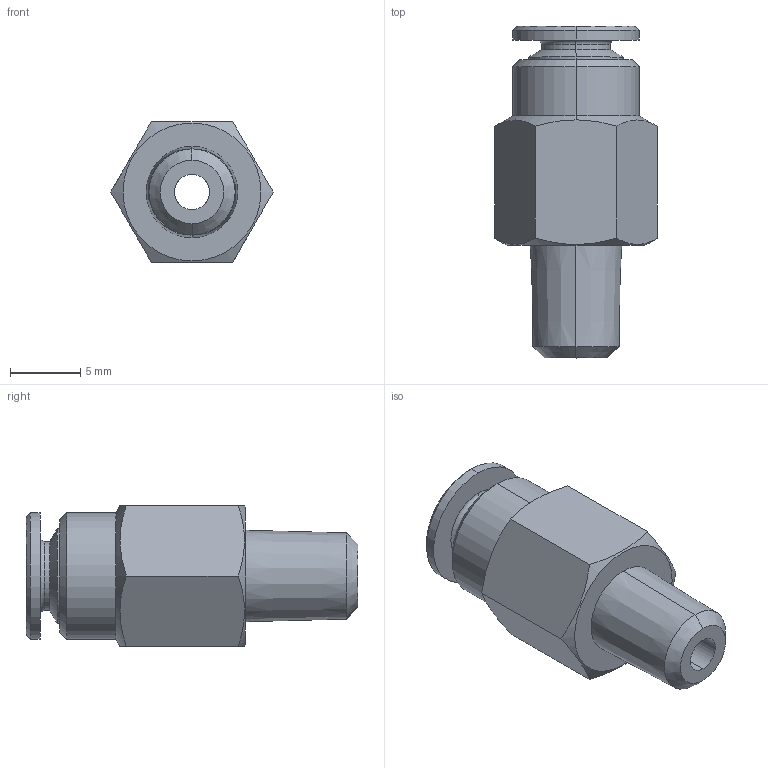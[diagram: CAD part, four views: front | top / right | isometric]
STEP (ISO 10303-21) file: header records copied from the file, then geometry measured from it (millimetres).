
FILE_DESCRIPTION (( 'STEP AP203' ), '1' );
FILE_NAME ('M0010110.STEP', '2010-08-04T12:12:43', ( '' ), ( 'sopra-pneumatic' ), 'SwSTEP 2.0', 'SolidWorks 2009', '' );
FILE_SCHEMA (( 'CONFIG_CONTROL_DESIGN' ));
Length unit declared in the file: millimetre
Products named in the file (1): M0010110
Bounding box: 11.55 x 23.59 x 10 mm (x, y, z)
Volume: 1135.2 mm3; surface area: 1103.6 mm2
Topology: 1 solids, 1 shells, 60 faces, 134 edges, 80 vertices
Faces by surface type: plane 24, cone 22, cylinder 12, torus 2
Entity records: 1827 total; most frequent: CARTESIAN_POINT 417, DIRECTION 288, ORIENTED_EDGE 268, EDGE_CURVE 134, AXIS2_PLACEMENT_3D 115, VERTEX_POINT 80, EDGE_LOOP 66, FACE_OUTER_BOUND 60
